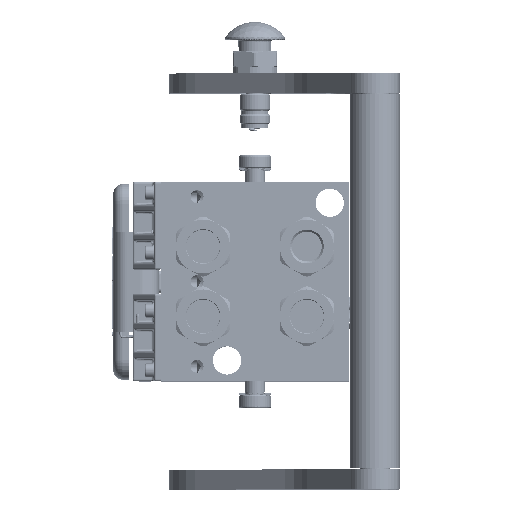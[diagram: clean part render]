
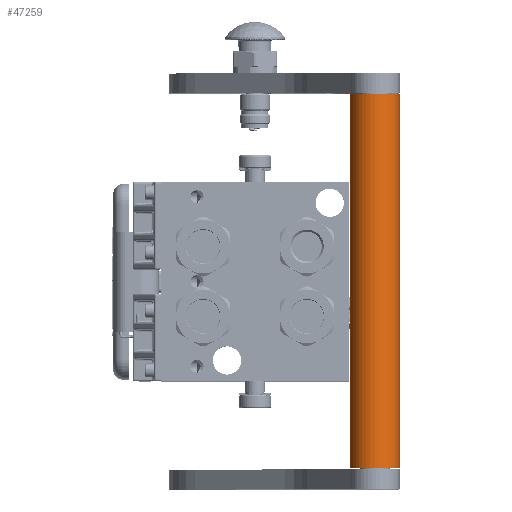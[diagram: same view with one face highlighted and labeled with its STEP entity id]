
A CAD part, top view. The second image highlights one B-rep face of the part: STEP entity #47259.
In plain terms, the highlighted cylindrical face has radius 12.5 mm (diameter 25 mm), a partial arc.
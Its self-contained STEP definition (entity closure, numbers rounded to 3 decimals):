
#6309 = AXIS2_PLACEMENT_3D ( 'NONE', #125987, #150177, #79024 ) ;
#10968 = CIRCLE ( 'NONE', #134560, 12.5 ) ;
#14519 = DIRECTION ( 'NONE',  ( 0., 0., -1. ) ) ;
#19098 = FACE_OUTER_BOUND ( 'NONE', #29214, .T. ) ;
#19186 = CARTESIAN_POINT ( 'NONE',  ( 196., 0., -12.5 ) ) ;
#23795 = EDGE_CURVE ( 'NONE', #92687, #124194, #10968, .T. ) ;
#26254 = EDGE_CURVE ( 'NONE', #46073, #41424, #87853, .T. ) ;
#29019 = CARTESIAN_POINT ( 'NONE',  ( 8.5, 0., 12.5 ) ) ;
#29214 = EDGE_LOOP ( 'NONE', ( #132621, #96659, #46621, #137840 ) ) ;
#36120 = DIRECTION ( 'NONE',  ( -1., 0., 0. ) ) ;
#41424 = VERTEX_POINT ( 'NONE', #51823 ) ;
#43576 = CARTESIAN_POINT ( 'NONE',  ( 196., 0., 0. ) ) ;
#44597 = DIRECTION ( 'NONE',  ( 0., 0., -1. ) ) ;
#45068 = CARTESIAN_POINT ( 'NONE',  ( 196., 0., -12.5 ) ) ;
#45551 = DIRECTION ( 'NONE',  ( -1., 0., 0. ) ) ;
#46073 = VERTEX_POINT ( 'NONE', #19186 ) ;
#46621 = ORIENTED_EDGE ( 'NONE', *, *, #23795, .F. ) ;
#47259 = ADVANCED_FACE ( 'NONE', ( #19098 ), #138923, .T. ) ;
#51823 = CARTESIAN_POINT ( 'NONE',  ( 196., 0., 12.5 ) ) ;
#59183 = EDGE_CURVE ( 'NONE', #41424, #124194, #131664, .T. ) ;
#62400 = CARTESIAN_POINT ( 'NONE',  ( 8.5, 0., 0. ) ) ;
#62913 = DIRECTION ( 'NONE',  ( -1., 0., 0. ) ) ;
#79024 = DIRECTION ( 'NONE',  ( 0., 0., 1. ) ) ;
#80625 = DIRECTION ( 'NONE',  ( -1., 0., 0. ) ) ;
#82882 = CARTESIAN_POINT ( 'NONE',  ( 8.5, 0., -12.5 ) ) ;
#83223 = VECTOR ( 'NONE', #45551, 1000. ) ;
#85545 = CARTESIAN_POINT ( 'NONE',  ( 196., 0., 12.5 ) ) ;
#87853 = CIRCLE ( 'NONE', #95127, 12.5 ) ;
#92687 = VERTEX_POINT ( 'NONE', #82882 ) ;
#95127 = AXIS2_PLACEMENT_3D ( 'NONE', #43576, #80625, #44597 ) ;
#96659 = ORIENTED_EDGE ( 'NONE', *, *, #59183, .T. ) ;
#111392 = VECTOR ( 'NONE', #36120, 1000. ) ;
#117034 = EDGE_CURVE ( 'NONE', #46073, #92687, #122063, .T. ) ;
#122063 = LINE ( 'NONE', #45068, #83223 ) ;
#124194 = VERTEX_POINT ( 'NONE', #29019 ) ;
#125987 = CARTESIAN_POINT ( 'NONE',  ( -10.225, 0., 0. ) ) ;
#131664 = LINE ( 'NONE', #85545, #111392 ) ;
#132621 = ORIENTED_EDGE ( 'NONE', *, *, #26254, .T. ) ;
#134560 = AXIS2_PLACEMENT_3D ( 'NONE', #62400, #62913, #14519 ) ;
#137840 = ORIENTED_EDGE ( 'NONE', *, *, #117034, .F. ) ;
#138923 = CYLINDRICAL_SURFACE ( 'NONE', #6309, 12.5 ) ;
#150177 = DIRECTION ( 'NONE',  ( -1., 0., 0. ) ) ;
